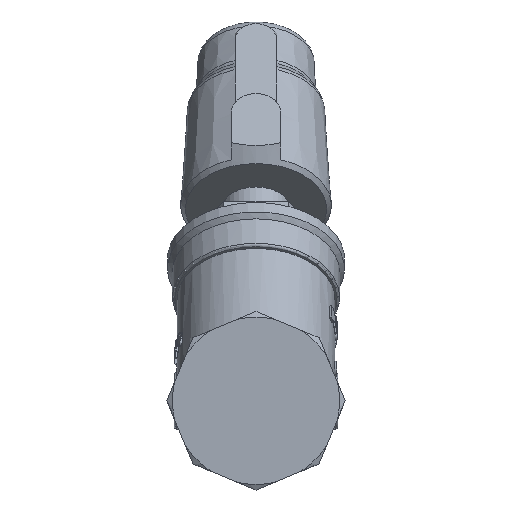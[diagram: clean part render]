
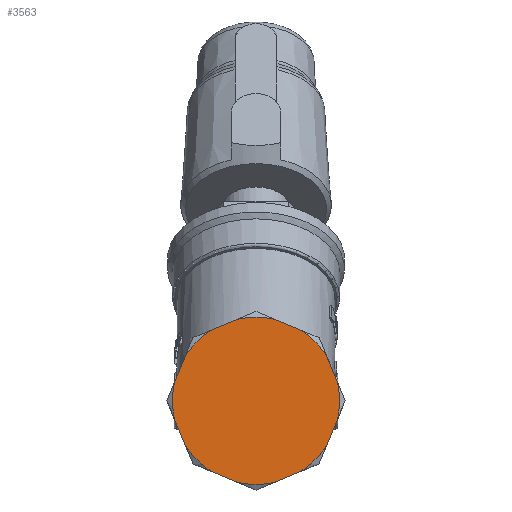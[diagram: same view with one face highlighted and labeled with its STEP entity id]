
A CAD part, front view. The second image highlights one B-rep face of the part: STEP entity #3563.
In plain terms, the highlighted planar face has unit normal (0, -1, 0).
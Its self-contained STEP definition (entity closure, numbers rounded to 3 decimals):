
#334=LINE('',#5193,#516);
#335=LINE('',#5197,#517);
#336=LINE('',#5201,#518);
#337=LINE('',#5205,#519);
#338=LINE('',#5209,#520);
#339=LINE('',#5213,#521);
#340=LINE('',#5217,#522);
#341=LINE('',#5220,#523);
#516=VECTOR('',#4258,11.619);
#517=VECTOR('',#4261,11.619);
#518=VECTOR('',#4264,11.619);
#519=VECTOR('',#4267,11.619);
#520=VECTOR('',#4270,11.619);
#521=VECTOR('',#4273,11.619);
#522=VECTOR('',#4276,11.619);
#523=VECTOR('',#4279,11.619);
#865=FACE_OUTER_BOUND('',#1089,.T.);
#1089=EDGE_LOOP('',(#2573,#2574,#2575,#2576,#2577,#2578,#2579,#2580,#2581,
#2582,#2583,#2584,#2585,#2586,#2587,#2588));
#1292=CIRCLE('',#3821,34.);
#1293=CIRCLE('',#3822,34.);
#1294=CIRCLE('',#3823,34.);
#1295=CIRCLE('',#3824,34.);
#1296=CIRCLE('',#3825,34.);
#1297=CIRCLE('',#3826,34.);
#1298=CIRCLE('',#3827,34.);
#1299=CIRCLE('',#3828,34.);
#1444=VERTEX_POINT('',#5189);
#1445=VERTEX_POINT('',#5190);
#1446=VERTEX_POINT('',#5192);
#1447=VERTEX_POINT('',#5194);
#1448=VERTEX_POINT('',#5196);
#1449=VERTEX_POINT('',#5198);
#1450=VERTEX_POINT('',#5200);
#1451=VERTEX_POINT('',#5202);
#1452=VERTEX_POINT('',#5204);
#1453=VERTEX_POINT('',#5206);
#1454=VERTEX_POINT('',#5208);
#1455=VERTEX_POINT('',#5210);
#1456=VERTEX_POINT('',#5212);
#1457=VERTEX_POINT('',#5214);
#1458=VERTEX_POINT('',#5216);
#1459=VERTEX_POINT('',#5218);
#1869=EDGE_CURVE('',#1444,#1445,#1292,.T.);
#1870=EDGE_CURVE('',#1445,#1446,#334,.T.);
#1871=EDGE_CURVE('',#1446,#1447,#1293,.T.);
#1872=EDGE_CURVE('',#1447,#1448,#335,.T.);
#1873=EDGE_CURVE('',#1448,#1449,#1294,.T.);
#1874=EDGE_CURVE('',#1449,#1450,#336,.T.);
#1875=EDGE_CURVE('',#1450,#1451,#1295,.T.);
#1876=EDGE_CURVE('',#1451,#1452,#337,.T.);
#1877=EDGE_CURVE('',#1452,#1453,#1296,.T.);
#1878=EDGE_CURVE('',#1453,#1454,#338,.T.);
#1879=EDGE_CURVE('',#1454,#1455,#1297,.T.);
#1880=EDGE_CURVE('',#1455,#1456,#339,.T.);
#1881=EDGE_CURVE('',#1456,#1457,#1298,.T.);
#1882=EDGE_CURVE('',#1457,#1458,#340,.T.);
#1883=EDGE_CURVE('',#1458,#1459,#1299,.T.);
#1884=EDGE_CURVE('',#1459,#1444,#341,.T.);
#2573=ORIENTED_EDGE('',*,*,#1869,.T.);
#2574=ORIENTED_EDGE('',*,*,#1870,.T.);
#2575=ORIENTED_EDGE('',*,*,#1871,.T.);
#2576=ORIENTED_EDGE('',*,*,#1872,.T.);
#2577=ORIENTED_EDGE('',*,*,#1873,.T.);
#2578=ORIENTED_EDGE('',*,*,#1874,.T.);
#2579=ORIENTED_EDGE('',*,*,#1875,.T.);
#2580=ORIENTED_EDGE('',*,*,#1876,.T.);
#2581=ORIENTED_EDGE('',*,*,#1877,.T.);
#2582=ORIENTED_EDGE('',*,*,#1878,.T.);
#2583=ORIENTED_EDGE('',*,*,#1879,.T.);
#2584=ORIENTED_EDGE('',*,*,#1880,.T.);
#2585=ORIENTED_EDGE('',*,*,#1881,.T.);
#2586=ORIENTED_EDGE('',*,*,#1882,.T.);
#2587=ORIENTED_EDGE('',*,*,#1883,.T.);
#2588=ORIENTED_EDGE('',*,*,#1884,.T.);
#3440=PLANE('',#3820);
#3563=ADVANCED_FACE('',(#865),#3440,.F.);
#3820=AXIS2_PLACEMENT_3D('',#5188,#4254,#4255);
#3821=AXIS2_PLACEMENT_3D('',#5191,#4256,#4257);
#3822=AXIS2_PLACEMENT_3D('',#5195,#4259,#4260);
#3823=AXIS2_PLACEMENT_3D('',#5199,#4262,#4263);
#3824=AXIS2_PLACEMENT_3D('',#5203,#4265,#4266);
#3825=AXIS2_PLACEMENT_3D('',#5207,#4268,#4269);
#3826=AXIS2_PLACEMENT_3D('',#5211,#4271,#4272);
#3827=AXIS2_PLACEMENT_3D('',#5215,#4274,#4275);
#3828=AXIS2_PLACEMENT_3D('',#5219,#4277,#4278);
#4254=DIRECTION('center_axis',(0.,1.,0.));
#4255=DIRECTION('ref_axis',(0.,0.,1.));
#4256=DIRECTION('center_axis',(0.,-1.,0.));
#4257=DIRECTION('ref_axis',(0.924,0.,0.383));
#4258=DIRECTION('',(0.383,0.,0.924));
#4259=DIRECTION('center_axis',(0.,-1.,0.));
#4260=DIRECTION('ref_axis',(0.924,0.,0.383));
#4261=DIRECTION('',(-0.383,0.,0.924));
#4262=DIRECTION('center_axis',(0.,-1.,0.));
#4263=DIRECTION('ref_axis',(0.924,0.,0.383));
#4264=DIRECTION('',(-0.924,0.,0.383));
#4265=DIRECTION('center_axis',(0.,-1.,0.));
#4266=DIRECTION('ref_axis',(0.924,0.,0.383));
#4267=DIRECTION('',(-0.924,0.,-0.383));
#4268=DIRECTION('center_axis',(0.,-1.,0.));
#4269=DIRECTION('ref_axis',(0.924,0.,0.383));
#4270=DIRECTION('',(-0.383,0.,-0.924));
#4271=DIRECTION('center_axis',(0.,-1.,0.));
#4272=DIRECTION('ref_axis',(0.924,0.,0.383));
#4273=DIRECTION('',(0.383,0.,-0.924));
#4274=DIRECTION('center_axis',(0.,-1.,0.));
#4275=DIRECTION('ref_axis',(0.924,0.,0.383));
#4276=DIRECTION('',(0.924,0.,-0.383));
#4277=DIRECTION('center_axis',(0.,-1.,0.));
#4278=DIRECTION('ref_axis',(0.924,0.,0.383));
#4279=DIRECTION('',(0.924,0.,0.383));
#5188=CARTESIAN_POINT('Origin',(0.,0.,0.));
#5189=CARTESIAN_POINT('',(18.187,0.,-28.727));
#5190=CARTESIAN_POINT('',(28.727,0.,-18.187));
#5191=CARTESIAN_POINT('Origin',(0.,0.,0.));
#5192=CARTESIAN_POINT('',(33.173,0.,-7.453));
#5193=CARTESIAN_POINT('',(25.64,0.,-25.64));
#5194=CARTESIAN_POINT('',(33.173,0.,7.453));
#5195=CARTESIAN_POINT('Origin',(0.,0.,0.));
#5196=CARTESIAN_POINT('',(28.727,0.,18.187));
#5197=CARTESIAN_POINT('',(36.26,0.,0.));
#5198=CARTESIAN_POINT('',(18.187,0.,28.727));
#5199=CARTESIAN_POINT('Origin',(0.,0.,0.));
#5200=CARTESIAN_POINT('',(7.453,0.,33.173));
#5201=CARTESIAN_POINT('',(25.64,0.,25.64));
#5202=CARTESIAN_POINT('',(-7.453,0.,33.173));
#5203=CARTESIAN_POINT('Origin',(0.,0.,0.));
#5204=CARTESIAN_POINT('',(-18.187,0.,28.727));
#5205=CARTESIAN_POINT('',(0.,0.,36.26));
#5206=CARTESIAN_POINT('',(-28.727,0.,18.187));
#5207=CARTESIAN_POINT('Origin',(0.,0.,0.));
#5208=CARTESIAN_POINT('',(-33.173,0.,7.453));
#5209=CARTESIAN_POINT('',(-25.64,0.,25.64));
#5210=CARTESIAN_POINT('',(-33.173,0.,-7.453));
#5211=CARTESIAN_POINT('Origin',(0.,0.,0.));
#5212=CARTESIAN_POINT('',(-28.727,0.,-18.187));
#5213=CARTESIAN_POINT('',(-36.26,0.,0.));
#5214=CARTESIAN_POINT('',(-18.187,0.,-28.727));
#5215=CARTESIAN_POINT('Origin',(0.,0.,0.));
#5216=CARTESIAN_POINT('',(-7.453,0.,-33.173));
#5217=CARTESIAN_POINT('',(-25.64,0.,-25.64));
#5218=CARTESIAN_POINT('',(7.453,0.,-33.173));
#5219=CARTESIAN_POINT('Origin',(0.,0.,0.));
#5220=CARTESIAN_POINT('',(0.,0.,-36.26));
